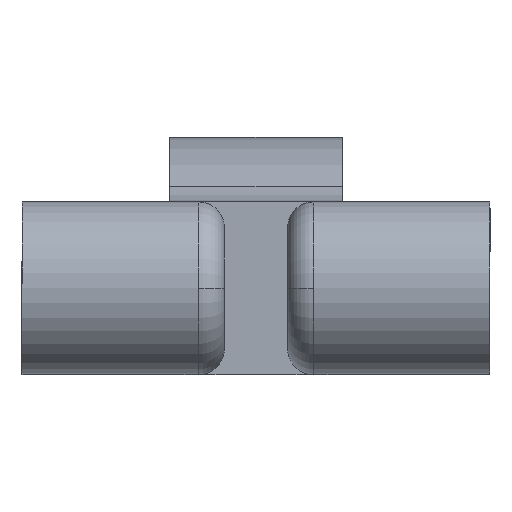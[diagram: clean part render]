
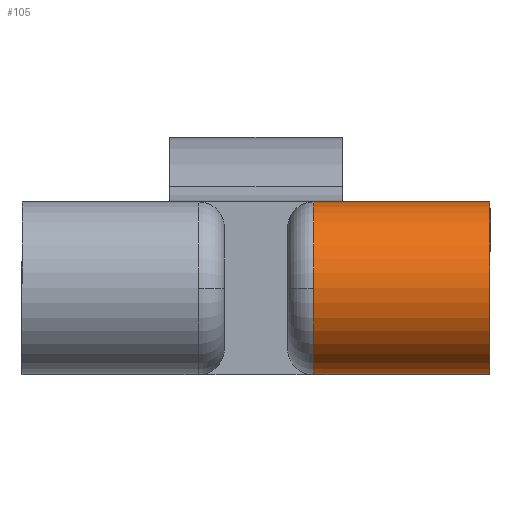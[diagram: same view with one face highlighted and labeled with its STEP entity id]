
A CAD part, front view. The second image highlights one B-rep face of the part: STEP entity #105.
In plain terms, the highlighted cylindrical face has radius 3 mm (diameter 6 mm), a full revolution.
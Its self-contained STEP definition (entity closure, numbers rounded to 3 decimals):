
#21 = EDGE_CURVE('',#22,#24,#26,.T.);
#22 = VERTEX_POINT('',#23);
#23 = CARTESIAN_POINT('',(1.6,6.16,3.15));
#24 = VERTEX_POINT('',#25);
#25 = CARTESIAN_POINT('',(2.6,6.16,3.15));
#26 = LINE('',#27,#28);
#27 = CARTESIAN_POINT('',(-3.4,6.16,3.15));
#28 = VECTOR('',#29,1.);
#29 = DIRECTION('',(1.,0.,0.));
#105 = ADVANCED_FACE('',(#106),#157,.T.);
#106 = FACE_BOUND('',#107,.F.);
#107 = EDGE_LOOP('',(#108,#109,#116,#123,#124,#133,#141,#150));
#108 = ORIENTED_EDGE('',*,*,#21,.T.);
#109 = ORIENTED_EDGE('',*,*,#110,.F.);
#110 = EDGE_CURVE('',#111,#24,#113,.T.);
#111 = VERTEX_POINT('',#112);
#112 = CARTESIAN_POINT('',(7.725,6.16,3.15));
#113 = B_SPLINE_CURVE_WITH_KNOTS('',1,(#114,#115),.UNSPECIFIED.,.F.,.F.,
  (2,2),(-11.125,-6.),.PIECEWISE_BEZIER_KNOTS.);
#114 = CARTESIAN_POINT('',(7.725,6.16,3.15));
#115 = CARTESIAN_POINT('',(2.6,6.16,3.15));
#116 = ORIENTED_EDGE('',*,*,#117,.F.);
#117 = EDGE_CURVE('',#111,#111,#118,.T.);
#118 = CIRCLE('',#119,3.);
#119 = AXIS2_PLACEMENT_3D('',#120,#121,#122);
#120 = CARTESIAN_POINT('',(7.725,6.16,0.15));
#121 = DIRECTION('',(-1.,0.,0.));
#122 = DIRECTION('',(0.,0.,1.));
#123 = ORIENTED_EDGE('',*,*,#110,.T.);
#124 = ORIENTED_EDGE('',*,*,#125,.T.);
#125 = EDGE_CURVE('',#24,#126,#128,.T.);
#126 = VERTEX_POINT('',#127);
#127 = CARTESIAN_POINT('',(2.6,6.16,-2.85));
#128 = CIRCLE('',#129,3.);
#129 = AXIS2_PLACEMENT_3D('',#130,#131,#132);
#130 = CARTESIAN_POINT('',(2.6,6.16,0.15));
#131 = DIRECTION('',(-1.,0.,0.));
#132 = DIRECTION('',(0.,0.,1.));
#133 = ORIENTED_EDGE('',*,*,#134,.F.);
#134 = EDGE_CURVE('',#135,#126,#137,.T.);
#135 = VERTEX_POINT('',#136);
#136 = CARTESIAN_POINT('',(1.6,6.16,-2.85));
#137 = LINE('',#138,#139);
#138 = CARTESIAN_POINT('',(-3.4,6.16,-2.85));
#139 = VECTOR('',#140,1.);
#140 = DIRECTION('',(1.,0.,0.));
#141 = ORIENTED_EDGE('',*,*,#142,.F.);
#142 = EDGE_CURVE('',#143,#135,#145,.T.);
#143 = VERTEX_POINT('',#144);
#144 = CARTESIAN_POINT('',(1.6,3.16,0.15));
#145 = CIRCLE('',#146,3.);
#146 = AXIS2_PLACEMENT_3D('',#147,#148,#149);
#147 = CARTESIAN_POINT('',(1.6,6.16,0.15));
#148 = DIRECTION('',(1.,0.,0.));
#149 = DIRECTION('',(0.,-1.,0.));
#150 = ORIENTED_EDGE('',*,*,#151,.F.);
#151 = EDGE_CURVE('',#22,#143,#152,.T.);
#152 = CIRCLE('',#153,3.);
#153 = AXIS2_PLACEMENT_3D('',#154,#155,#156);
#154 = CARTESIAN_POINT('',(1.6,6.16,0.15));
#155 = DIRECTION('',(1.,0.,0.));
#156 = DIRECTION('',(0.,0.,1.));
#157 = CYLINDRICAL_SURFACE('',#158,3.);
#158 = AXIS2_PLACEMENT_3D('',#159,#160,#161);
#159 = CARTESIAN_POINT('',(-3.4,6.16,0.15));
#160 = DIRECTION('',(-1.,0.,0.));
#161 = DIRECTION('',(0.,1.,0.));
